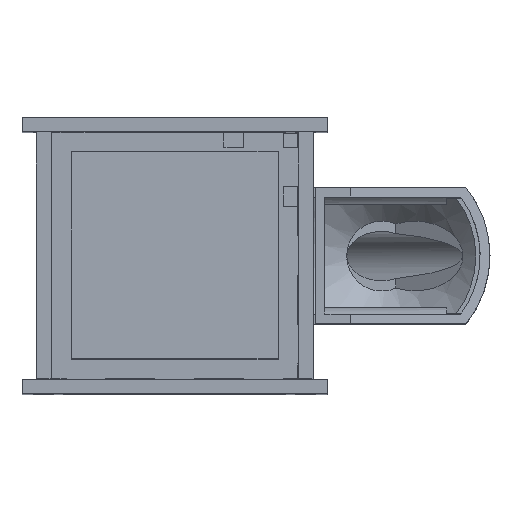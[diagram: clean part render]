
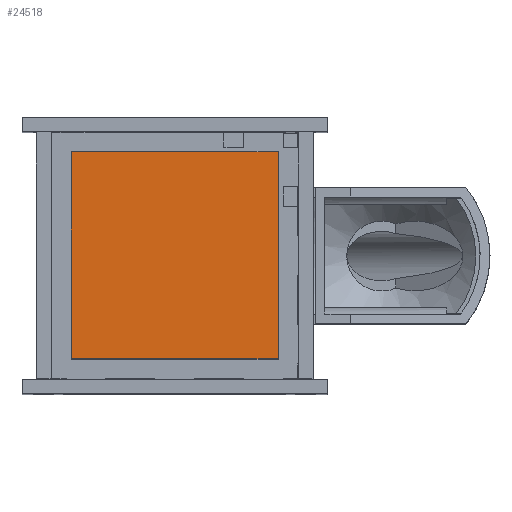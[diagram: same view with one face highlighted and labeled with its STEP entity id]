
A CAD part, top view. The second image highlights one B-rep face of the part: STEP entity #24518.
In plain terms, the highlighted planar face has unit normal (0, 0, 1).
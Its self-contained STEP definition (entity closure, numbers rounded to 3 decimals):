
#636=PLANE('',#25856);
#1432=FACE_OUTER_BOUND('',#2720,.T.);
#2720=EDGE_LOOP('',(#16687,#16688,#16689,#16690));
#4243=LINE('',#35010,#6866);
#4247=LINE('',#35017,#6870);
#4250=LINE('',#35023,#6873);
#4252=LINE('',#35026,#6875);
#6866=VECTOR('',#28065,42.);
#6870=VECTOR('',#28071,42.);
#6873=VECTOR('',#28076,42.);
#6875=VECTOR('',#28080,42.);
#10411=VERTEX_POINT('',#35007);
#10412=VERTEX_POINT('',#35009);
#10414=VERTEX_POINT('',#35015);
#10416=VERTEX_POINT('',#35021);
#12920=EDGE_CURVE('',#10412,#10411,#4243,.T.);
#12924=EDGE_CURVE('',#10411,#10414,#4247,.T.);
#12927=EDGE_CURVE('',#10414,#10416,#4250,.T.);
#12929=EDGE_CURVE('',#10416,#10412,#4252,.T.);
#16687=ORIENTED_EDGE('',*,*,#12920,.T.);
#16688=ORIENTED_EDGE('',*,*,#12924,.T.);
#16689=ORIENTED_EDGE('',*,*,#12927,.T.);
#16690=ORIENTED_EDGE('',*,*,#12929,.T.);
#24518=ADVANCED_FACE('',(#1432),#636,.T.);
#25856=AXIS2_PLACEMENT_3D('',#35027,#28081,#28082);
#28065=DIRECTION('',(0.,-1.,0.));
#28071=DIRECTION('',(1.,0.,0.));
#28076=DIRECTION('',(0.,1.,0.));
#28080=DIRECTION('',(-1.,0.,0.));
#28081=DIRECTION('center_axis',(0.,0.,1.));
#28082=DIRECTION('ref_axis',(0.,-1.,0.));
#35007=CARTESIAN_POINT('',(-21.,50.65,122.95));
#35009=CARTESIAN_POINT('',(-21.,92.65,122.95));
#35010=CARTESIAN_POINT('',(-21.,92.65,122.95));
#35015=CARTESIAN_POINT('',(21.,50.65,122.95));
#35017=CARTESIAN_POINT('',(-21.,50.65,122.95));
#35021=CARTESIAN_POINT('',(21.,92.65,122.95));
#35023=CARTESIAN_POINT('',(21.,50.65,122.95));
#35026=CARTESIAN_POINT('',(21.,92.65,122.95));
#35027=CARTESIAN_POINT('Origin',(0.,71.65,122.95));
